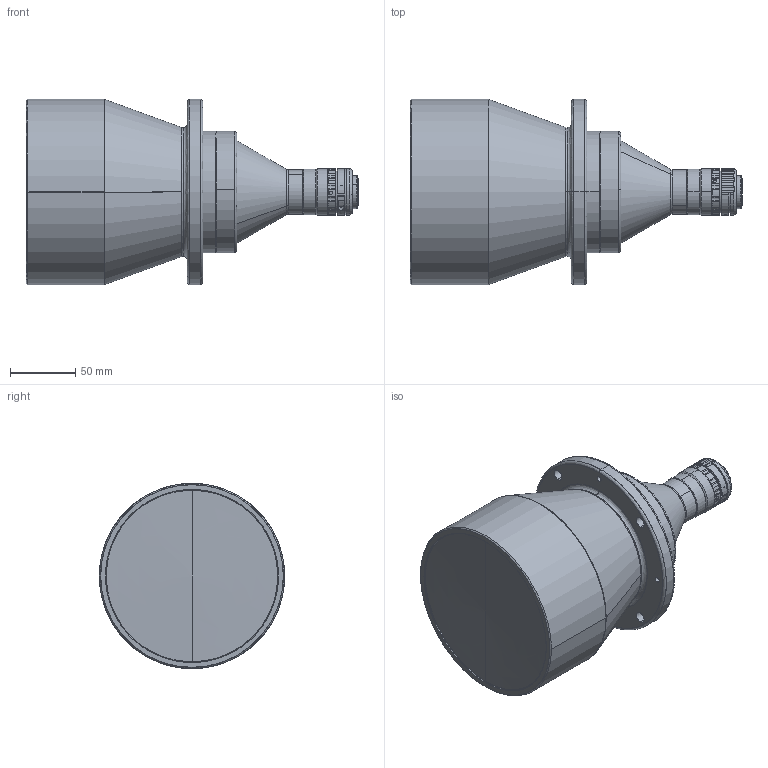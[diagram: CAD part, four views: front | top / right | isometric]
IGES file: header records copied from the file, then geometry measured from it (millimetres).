
Start section: SolidWorks IGES file using analytic representation for surfaces
Global section: file name: DTCM118-100H-AL.IGS; native system: SolidWorks 2017; preprocessor: SolidWorks 2017; author: frank; date: 201113.135147; units: millimetre
Bounding box: 254.41 x 142 x 142 mm (x, y, z)
Surface area: 115530 mm2 (no closed solid volume)
Topology: 0 solids, 0 shells, 244 faces, 3761 edges, 3757 vertices
Faces by surface type: revolution 208, bspline 36
